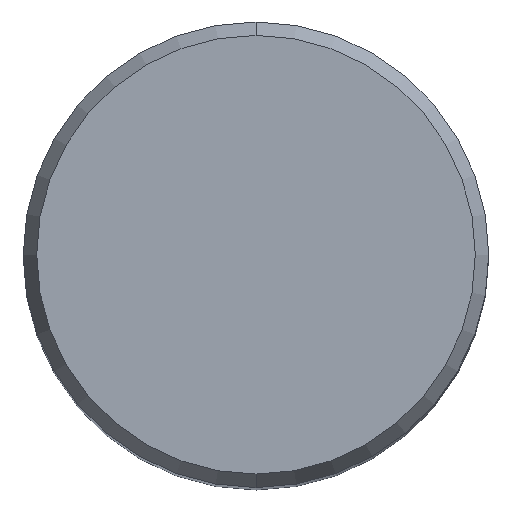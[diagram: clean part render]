
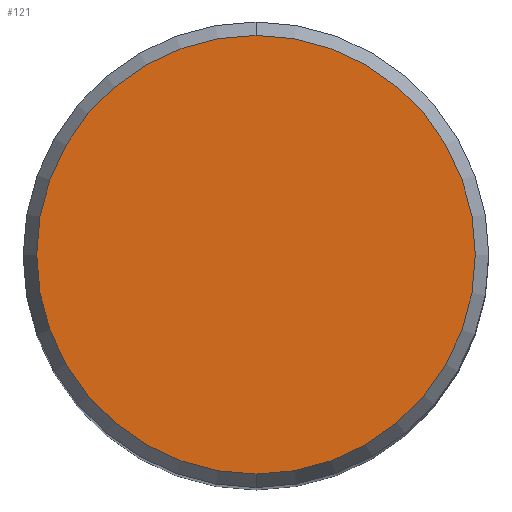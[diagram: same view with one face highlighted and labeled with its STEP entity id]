
A CAD part, top view. The second image highlights one B-rep face of the part: STEP entity #121.
In plain terms, the highlighted planar face has unit normal (0, 0, 1).
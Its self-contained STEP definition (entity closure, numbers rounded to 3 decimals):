
#119=EDGE_CURVE('',#161,#181,#275,.T.);
#121=ADVANCED_FACE('',(#277),#278,.T.);
#161=VERTEX_POINT('',#324);
#181=VERTEX_POINT('',#345);
#209=EDGE_CURVE('',#181,#161,#374,.T.);
#275=CIRCLE('',#441,7.479);
#277=FACE_OUTER_BOUND('',#443,.T.);
#278=PLANE('',#444);
#324=CARTESIAN_POINT('',(0.0,7.479,0.));
#345=CARTESIAN_POINT('',(0.,-7.479,0.));
#374=CIRCLE('',#568,7.479);
#441=AXIS2_PLACEMENT_3D('',#643,#644,#645);
#443=EDGE_LOOP('',(#647,#648));
#444=AXIS2_PLACEMENT_3D('',#649,#650,#651);
#568=AXIS2_PLACEMENT_3D('',#752,#753,#754);
#643=CARTESIAN_POINT('',(0.0,0.0,0.));
#644=DIRECTION('',(0.0,0.0,-1.0));
#645=DIRECTION('',(0.0,1.0,0.0));
#647=ORIENTED_EDGE('',*,*,#119,.F.);
#648=ORIENTED_EDGE('',*,*,#209,.F.);
#649=CARTESIAN_POINT('',(0.0,3.74,0.));
#650=DIRECTION('',(-0.0,0.0,1.0));
#651=DIRECTION('',(0.0,-1.0,0.0));
#752=CARTESIAN_POINT('',(0.0,0.0,0.));
#753=DIRECTION('',(0.0,0.0,-1.0));
#754=DIRECTION('',(0.0,1.0,0.0));
